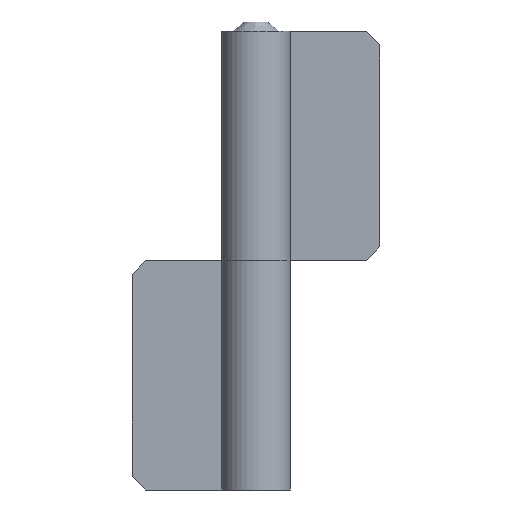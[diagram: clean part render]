
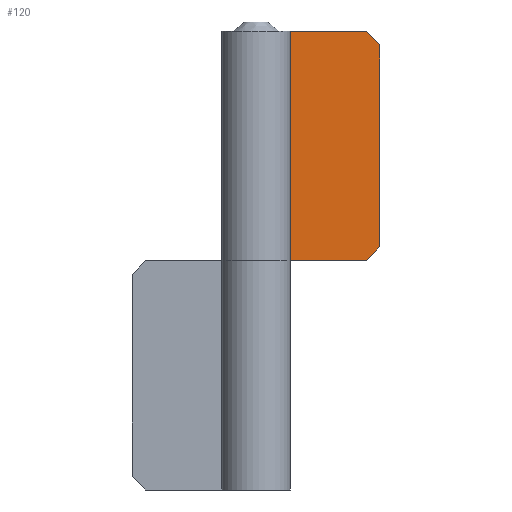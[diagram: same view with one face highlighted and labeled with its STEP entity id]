
A CAD part, front view. The second image highlights one B-rep face of the part: STEP entity #120.
In plain terms, the highlighted planar face has unit normal (0, -1, 0).
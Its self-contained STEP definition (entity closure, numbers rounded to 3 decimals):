
#120=ADVANCED_FACE('',(#220),#219,.F.);
#219=PLANE('',#452);
#220=FACE_OUTER_BOUND('',#453,.T.);
#449=CARTESIAN_POINT('',(29.7,5.,-5.));
#450=DIRECTION('',(0.,1.,0.));
#451=DIRECTION('',(-1.,0.,0.));
#452=AXIS2_PLACEMENT_3D('',#449,#450,#451);
#453=EDGE_LOOP('',(#606,#607,#608,#609,#610,#611));
#606=ORIENTED_EDGE('',*,*,#718,.F.);
#607=ORIENTED_EDGE('',*,*,#704,.T.);
#608=ORIENTED_EDGE('',*,*,#726,.T.);
#609=ORIENTED_EDGE('',*,*,#700,.T.);
#610=ORIENTED_EDGE('',*,*,#710,.T.);
#611=ORIENTED_EDGE('',*,*,#727,.F.);
#700=EDGE_CURVE('',#778,#771,#779,.T.);
#704=EDGE_CURVE('',#806,#799,#807,.T.);
#710=EDGE_CURVE('',#771,#847,#848,.T.);
#718=EDGE_CURVE('',#806,#902,#903,.T.);
#726=EDGE_CURVE('',#799,#778,#955,.T.);
#727=EDGE_CURVE('',#902,#847,#961,.T.);
#771=VERTEX_POINT('',#1200);
#778=VERTEX_POINT('',#1204);
#779=LINE('',#1205,#1206);
#799=VERTEX_POINT('',#1216);
#806=VERTEX_POINT('',#1220);
#807=LINE('',#1221,#1222);
#847=VERTEX_POINT('',#1247);
#848=LINE('',#1248,#1249);
#902=VERTEX_POINT('',#1282);
#903=LINE('',#1283,#1284);
#955=LINE('',#1315,#1316);
#961=LINE('',#1318,#1319);
#1200=CARTESIAN_POINT('',(24.,5.,50.));
#1204=CARTESIAN_POINT('',(27.,5.,47.));
#1205=CARTESIAN_POINT('',(27.,5.,47.));
#1206=VECTOR('',#1207,4.243);
#1207=DIRECTION('',(-0.707,0.,0.707));
#1216=CARTESIAN_POINT('',(27.,5.,3.));
#1220=CARTESIAN_POINT('',(24.,5.,0.));
#1221=CARTESIAN_POINT('',(24.,5.,0.));
#1222=VECTOR('',#1223,4.243);
#1223=DIRECTION('',(0.707,0.,0.707));
#1247=CARTESIAN_POINT('',(0.,5.,50.));
#1248=CARTESIAN_POINT('',(24.,5.,50.));
#1249=VECTOR('',#1250,24.);
#1250=DIRECTION('',(-1.,0.,0.));
#1282=CARTESIAN_POINT('',(0.,5.,0.));
#1283=CARTESIAN_POINT('',(24.,5.,0.));
#1284=VECTOR('',#1285,24.);
#1285=DIRECTION('',(-1.,0.,0.));
#1315=CARTESIAN_POINT('',(27.,5.,3.));
#1316=VECTOR('',#1317,44.);
#1317=DIRECTION('',(0.,0.,1.));
#1318=CARTESIAN_POINT('',(0.,5.,0.));
#1319=VECTOR('',#1320,50.);
#1320=DIRECTION('',(0.,0.,1.));
